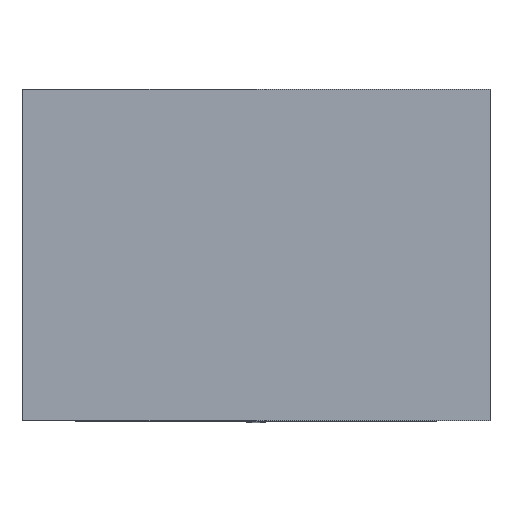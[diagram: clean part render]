
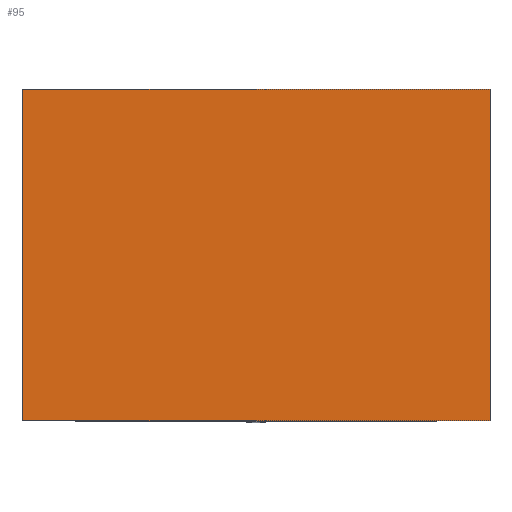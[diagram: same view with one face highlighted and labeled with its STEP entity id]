
A CAD part, top view. The second image highlights one B-rep face of the part: STEP entity #95.
In plain terms, the highlighted planar face has unit normal (0, 0, 1).
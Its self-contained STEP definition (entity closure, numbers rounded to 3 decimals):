
#22 = LINE ( 'NONE', #468, #283 ) ;
#55 = CARTESIAN_POINT ( 'NONE',  ( 6.735, 0., -0.2 ) ) ;
#56 = VERTEX_POINT ( 'NONE', #224 ) ;
#58 = PLANE ( 'NONE',  #262 ) ;
#67 = ORIENTED_EDGE ( 'NONE', *, *, #360, .T. ) ;
#86 = ORIENTED_EDGE ( 'NONE', *, *, #432, .F. ) ;
#93 = CARTESIAN_POINT ( 'NONE',  ( 5., 6., -0.2 ) ) ;
#94 = VERTEX_POINT ( 'NONE', #55 ) ;
#95 = ADVANCED_FACE ( 'NONE', ( #128 ), #58, .F. ) ;
#125 = DIRECTION ( 'NONE',  ( -1., 0., 0. ) ) ;
#127 = CARTESIAN_POINT ( 'NONE',  ( 5., 0., -0.2 ) ) ;
#128 = FACE_OUTER_BOUND ( 'NONE', #291, .T. ) ;
#192 = VERTEX_POINT ( 'NONE', #428 ) ;
#208 = ORIENTED_EDGE ( 'NONE', *, *, #470, .F. ) ;
#211 = EDGE_CURVE ( 'NONE', #192, #56, #287, .T. ) ;
#224 = CARTESIAN_POINT ( 'NONE',  ( -1.735, 0., -0.2 ) ) ;
#254 = DIRECTION ( 'NONE',  ( 0., 0., -1. ) ) ;
#258 = CARTESIAN_POINT ( 'NONE',  ( 6.735, 6., -0.2 ) ) ;
#262 = AXIS2_PLACEMENT_3D ( 'NONE', #93, #254, #125 ) ;
#275 = DIRECTION ( 'NONE',  ( 1., 0., 0. ) ) ;
#283 = VECTOR ( 'NONE', #310, 1000. ) ;
#287 = LINE ( 'NONE', #364, #372 ) ;
#291 = EDGE_LOOP ( 'NONE', ( #67, #208, #86, #455 ) ) ;
#298 = VECTOR ( 'NONE', #275, 1000. ) ;
#308 = VERTEX_POINT ( 'NONE', #258 ) ;
#310 = DIRECTION ( 'NONE',  ( 0., -1., 0. ) ) ;
#314 = DIRECTION ( 'NONE',  ( 0., -1., 0. ) ) ;
#324 = VECTOR ( 'NONE', #440, 1000. ) ;
#339 = LINE ( 'NONE', #423, #298 ) ;
#360 = EDGE_CURVE ( 'NONE', #56, #94, #449, .T. ) ;
#364 = CARTESIAN_POINT ( 'NONE',  ( -1.735, 6., -0.2 ) ) ;
#372 = VECTOR ( 'NONE', #314, 1000. ) ;
#423 = CARTESIAN_POINT ( 'NONE',  ( -1.735, 6., -0.2 ) ) ;
#428 = CARTESIAN_POINT ( 'NONE',  ( -1.735, 6., -0.2 ) ) ;
#432 = EDGE_CURVE ( 'NONE', #192, #308, #339, .T. ) ;
#440 = DIRECTION ( 'NONE',  ( 1., 0., 0. ) ) ;
#449 = LINE ( 'NONE', #127, #324 ) ;
#455 = ORIENTED_EDGE ( 'NONE', *, *, #211, .T. ) ;
#468 = CARTESIAN_POINT ( 'NONE',  ( 6.735, 6., -0.2 ) ) ;
#470 = EDGE_CURVE ( 'NONE', #308, #94, #22, .T. ) ;
